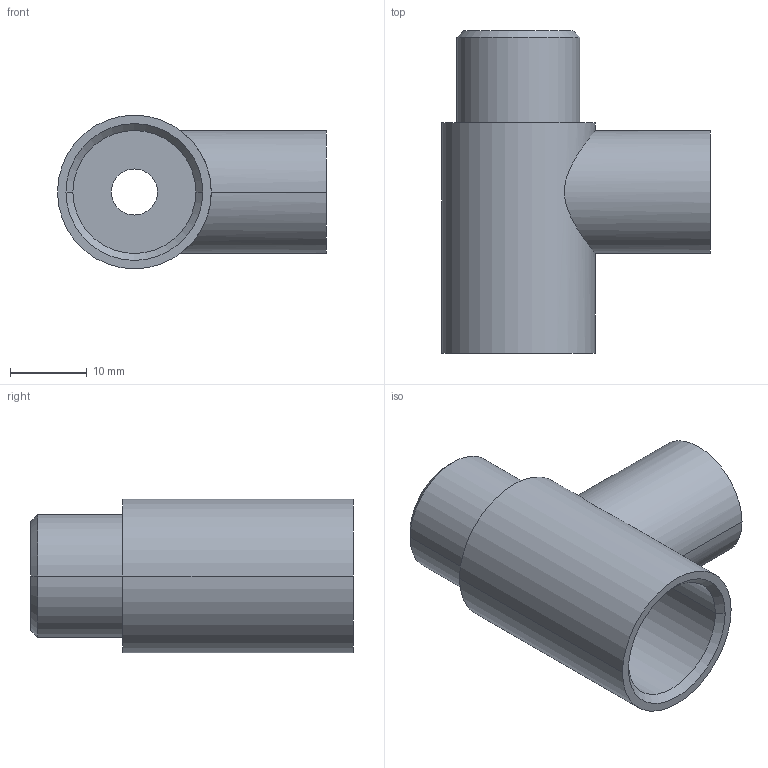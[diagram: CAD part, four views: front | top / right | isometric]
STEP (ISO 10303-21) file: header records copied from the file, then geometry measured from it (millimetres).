
FILE_DESCRIPTION((''),'2;1');
FILE_NAME('1260_16_51BS.stp','2003-04-08T10:05:36',('maffial1'),(''),'Autodesk Inventor (R) 6.0','Autodesk Inventor (R) 6.0','');
FILE_SCHEMA(('AUTOMOTIVE_DESIGN { 1 0 10303 214 1 1 1 1 }'));
Length unit declared in the file: millimetre
Products named in the file (1): 1260_16_51BS
Bounding box: 35 x 42 x 20 mm (x, y, z)
Volume: 11582.8 mm3; surface area: 5132.1 mm2
Topology: 1 solids, 1 shells, 25 faces, 54 edges, 32 vertices
Faces by surface type: cylinder 10, bspline 6, plane 5, cone 4
Entity records: 812 total; most frequent: CARTESIAN_POINT 255, DIRECTION 117, ORIENTED_EDGE 104, EDGE_CURVE 52, AXIS2_PLACEMENT_3D 48, VERTEX_POINT 32, EDGE_LOOP 30, CIRCLE 28
